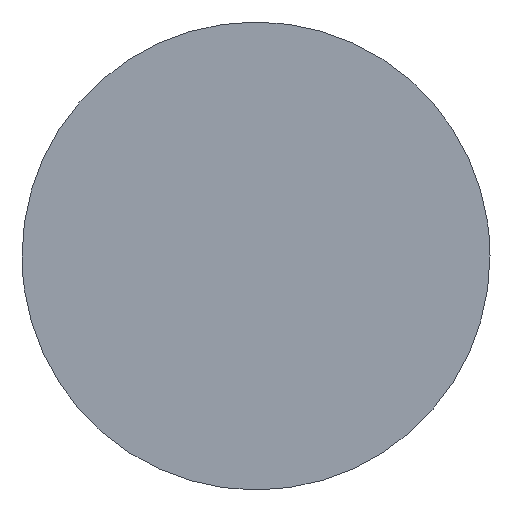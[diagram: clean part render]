
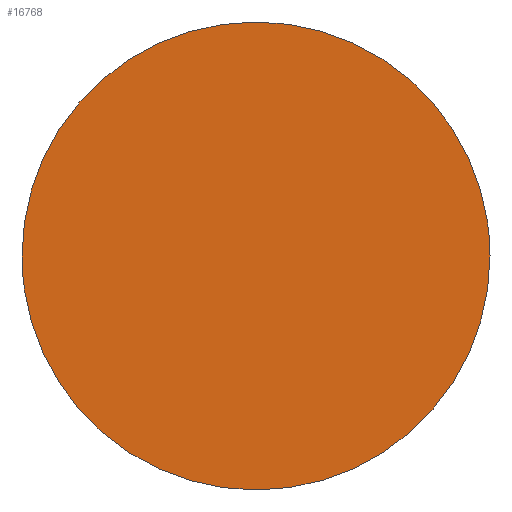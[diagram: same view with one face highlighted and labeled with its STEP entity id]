
A CAD part, left-side view. The second image highlights one B-rep face of the part: STEP entity #16768.
In plain terms, the highlighted planar face has unit normal (-1, 0, 0).
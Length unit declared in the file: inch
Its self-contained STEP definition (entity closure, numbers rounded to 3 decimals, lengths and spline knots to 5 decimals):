
#1111 = CARTESIAN_POINT ( 'NONE',  ( -12.07, -0.80293, 2.64095 ) ) ;
#1760 = CARTESIAN_POINT ( 'NONE',  ( -12.07, -2.55013, 1.0563 ) ) ;
#3681 = CARTESIAN_POINT ( 'NONE',  ( -12.07, 0.27336, -2.74684 ) ) ;
#6282 = CARTESIAN_POINT ( 'NONE',  ( -12.07, 2.55014, -1.05633 ) ) ;
#6922 = CARTESIAN_POINT ( 'NONE',  ( -12.07, -2.75591, 0. ) ) ;
#9225 = CARTESIAN_POINT ( 'NONE',  ( -12.07, 1.29968, 2.43519 ) ) ;
#10536 = CARTESIAN_POINT ( 'NONE',  ( -12.07, -0.27336, 2.74684 ) ) ;
#10626 = ORIENTED_EDGE ( 'NONE', *, *, #32601, .F. ) ;
#13814 = CARTESIAN_POINT ( 'NONE',  ( -12.07, -0.54112, -2.70674 ) ) ;
#15792 = CARTESIAN_POINT ( 'NONE',  ( -12.07, -2.64095, -0.80293 ) ) ;
#16768 = ADVANCED_FACE ( 'NONE', ( #85374 ), #56260, .F. ) ;
#17785 = CARTESIAN_POINT ( 'NONE',  ( -12.07, 1.29968, -2.43519 ) ) ;
#18462 = CARTESIAN_POINT ( 'NONE',  ( -12.07, 1.74901, -2.1356 ) ) ;
#19342 = CARTESIAN_POINT ( 'NONE',  ( -12.07, -1.95193, 1.95193 ) ) ;
#19774 = CARTESIAN_POINT ( 'NONE',  ( -12.07, 2.74684, -0.27315 ) ) ;
#21321 = CARTESIAN_POINT ( 'NONE',  ( -12.07, 1.74901, 2.1356 ) ) ;
#22255 = EDGE_CURVE ( 'NONE', #113748, #111606, #114853, .T. ) ;
#26548 = CARTESIAN_POINT ( 'NONE',  ( -12.07, -1.74901, -2.1356 ) ) ;
#30820 = CARTESIAN_POINT ( 'NONE',  ( -12.07, 0.54112, 2.70674 ) ) ;
#31448 = CARTESIAN_POINT ( 'NONE',  ( -12.07, 0.27336, 2.74684 ) ) ;
#32102 = CARTESIAN_POINT ( 'NONE',  ( -12.07, -2.1356, 1.74901 ) ) ;
#32601 = EDGE_CURVE ( 'NONE', #111606, #113748, #43242, .T. ) ;
#36618 = CARTESIAN_POINT ( 'NONE',  ( -12.07, -2.29659, -1.53132 ) ) ;
#36846 = CARTESIAN_POINT ( 'NONE',  ( -12.07, 2.64095, 0.80287 ) ) ;
#39902 = CARTESIAN_POINT ( 'NONE',  ( -12.07, 2.75591, 0. ) ) ;
#40176 = CARTESIAN_POINT ( 'NONE',  ( -12.07, -2.70674, 0.54112 ) ) ;
#41562 = CARTESIAN_POINT ( 'NONE',  ( -12.07, 1.53132, 2.29659 ) ) ;
#43242 = B_SPLINE_CURVE_WITH_KNOTS ( 'NONE', 3,
 ( #56923, #97608, #76541, #108426, #15792, #98265, #129358, #36618, #109058, #119234, #26548, #83549, #124856, #75229, #65079, #13814, #54932, #96279, #3681, #44818, #112426, #110378, #17785, #98909, #18462, #100906, #120518, #111751, #90682, #6282, #109684, #48110, #19774, #89343, #130667 ),
 .UNSPECIFIED., .F., .F.,
 ( 4, 1, 1, 1, 1, 1, 1, 1, 1, 1, 1, 1, 1, 1, 1, 1, 1, 1, 1, 1, 1, 1, 1, 1, 1, 1, 1, 1, 1, 1, 1, 1, 4 ),
 ( 0.5, 0.51563, 0.53125, 0.54688, 0.5625, 0.57813, 0.59375, 0.60938, 0.625, 0.64063, 0.65625, 0.67188, 0.6875, 0.70313, 0.71875, 0.73438, 0.75, 0.76563, 0.78125, 0.79688, 0.8125, 0.82813, 0.84375, 0.85938, 0.875, 0.89063, 0.90625, 0.92188, 0.9375, 0.95313, 0.96875, 0.98438, 1. ),
 .UNSPECIFIED. ) ;
#44818 = CARTESIAN_POINT ( 'NONE',  ( -12.07, 0.54112, -2.70674 ) ) ;
#48110 = CARTESIAN_POINT ( 'NONE',  ( -12.07, 2.70674, -0.54123 ) ) ;
#52372 = CARTESIAN_POINT ( 'NONE',  ( -12.07, 1.0563, 2.55014 ) ) ;
#54932 = CARTESIAN_POINT ( 'NONE',  ( -12.07, -0.27336, -2.74684 ) ) ;
#56260 = PLANE ( 'NONE',  #60121 ) ;
#56923 = CARTESIAN_POINT ( 'NONE',  ( -12.07, -2.75591, 0. ) ) ;
#60121 = AXIS2_PLACEMENT_3D ( 'NONE', #128052, #126046, #106436 ) ;
#60484 = CARTESIAN_POINT ( 'NONE',  ( -12.07, -2.64095, 0.80293 ) ) ;
#63146 = CARTESIAN_POINT ( 'NONE',  ( -12.07, -0.54112, 2.70674 ) ) ;
#65079 = CARTESIAN_POINT ( 'NONE',  ( -12.07, -0.80293, -2.64095 ) ) ;
#72619 = CARTESIAN_POINT ( 'NONE',  ( -12.07, -1.29968, 2.43519 ) ) ;
#75229 = CARTESIAN_POINT ( 'NONE',  ( -12.07, -1.0563, -2.55013 ) ) ;
#76541 = CARTESIAN_POINT ( 'NONE',  ( -12.07, -2.74684, -0.27336 ) ) ;
#78091 = CARTESIAN_POINT ( 'NONE',  ( -12.07, 2.43519, 1.29966 ) ) ;
#80788 = CARTESIAN_POINT ( 'NONE',  ( -12.07, 2.74684, 0.27315 ) ) ;
#82124 = CARTESIAN_POINT ( 'NONE',  ( -12.07, 0.80293, 2.64095 ) ) ;
#82788 = CARTESIAN_POINT ( 'NONE',  ( -12.07, -1.53132, 2.29659 ) ) ;
#83454 = CARTESIAN_POINT ( 'NONE',  ( -12.07, 1.95193, 1.95193 ) ) ;
#83549 = CARTESIAN_POINT ( 'NONE',  ( -12.07, -1.53132, -2.29659 ) ) ;
#84102 = CARTESIAN_POINT ( 'NONE',  ( -12.07, -2.75591, 0. ) ) ;
#85374 = FACE_OUTER_BOUND ( 'NONE', #110802, .T. ) ;
#88255 = CARTESIAN_POINT ( 'NONE',  ( -12.07, 2.75591, 0.09136 ) ) ;
#89343 = CARTESIAN_POINT ( 'NONE',  ( -12.07, 2.75591, -0.09136 ) ) ;
#90682 = CARTESIAN_POINT ( 'NONE',  ( -12.07, 2.43519, -1.29966 ) ) ;
#90932 = CARTESIAN_POINT ( 'NONE',  ( -12.07, 2.75591, 0. ) ) ;
#92271 = CARTESIAN_POINT ( 'NONE',  ( -12.07, -2.7559, 0.09112 ) ) ;
#92959 = CARTESIAN_POINT ( 'NONE',  ( -12.07, -1.74901, 2.1356 ) ) ;
#93625 = CARTESIAN_POINT ( 'NONE',  ( -12.07, 2.1356, 1.74901 ) ) ;
#96279 = CARTESIAN_POINT ( 'NONE',  ( -12.07, 0., -2.76044 ) ) ;
#97608 = CARTESIAN_POINT ( 'NONE',  ( -12.07, -2.7559, -0.09112 ) ) ;
#98265 = CARTESIAN_POINT ( 'NONE',  ( -12.07, -2.55013, -1.0563 ) ) ;
#98909 = CARTESIAN_POINT ( 'NONE',  ( -12.07, 1.53132, -2.29659 ) ) ;
#100906 = CARTESIAN_POINT ( 'NONE',  ( -12.07, 1.95193, -1.95193 ) ) ;
#104500 = CARTESIAN_POINT ( 'NONE',  ( -12.07, -2.43519, 1.29968 ) ) ;
#106436 = DIRECTION ( 'NONE',  ( 0., 0., -1. ) ) ;
#107541 = ORIENTED_EDGE ( 'NONE', *, *, #22255, .F. ) ;
#108426 = CARTESIAN_POINT ( 'NONE',  ( -12.07, -2.70674, -0.54112 ) ) ;
#109058 = CARTESIAN_POINT ( 'NONE',  ( -12.07, -2.1356, -1.74901 ) ) ;
#109684 = CARTESIAN_POINT ( 'NONE',  ( -12.07, 2.64095, -0.80287 ) ) ;
#110378 = CARTESIAN_POINT ( 'NONE',  ( -12.07, 1.0563, -2.55014 ) ) ;
#110802 = EDGE_LOOP ( 'NONE', ( #107541, #10626 ) ) ;
#111606 = VERTEX_POINT ( 'NONE', #6922 ) ;
#111751 = CARTESIAN_POINT ( 'NONE',  ( -12.07, 2.29659, -1.53133 ) ) ;
#111978 = CARTESIAN_POINT ( 'NONE',  ( -12.07, 0., 2.76044 ) ) ;
#112426 = CARTESIAN_POINT ( 'NONE',  ( -12.07, 0.80293, -2.64095 ) ) ;
#112672 = CARTESIAN_POINT ( 'NONE',  ( -12.07, -2.74684, 0.27336 ) ) ;
#113748 = VERTEX_POINT ( 'NONE', #39902 ) ;
#113959 = CARTESIAN_POINT ( 'NONE',  ( -12.07, -2.29659, 1.53132 ) ) ;
#114853 = B_SPLINE_CURVE_WITH_KNOTS ( 'NONE', 3,
 ( #90932, #88255, #80788, #129581, #36846, #132303, #78091, #119444, #93625, #83454, #21321, #41562, #9225, #52372, #82124, #30820, #31448, #111978, #10536, #63146, #1111, #132956, #72619, #82788, #92959, #19342, #32102, #113959, #104500, #1760, #60484, #40176, #112672, #92271, #84102 ),
 .UNSPECIFIED., .F., .F.,
 ( 4, 1, 1, 1, 1, 1, 1, 1, 1, 1, 1, 1, 1, 1, 1, 1, 1, 1, 1, 1, 1, 1, 1, 1, 1, 1, 1, 1, 1, 1, 1, 1, 4 ),
 ( 0., 0.01563, 0.03125, 0.04688, 0.0625, 0.07813, 0.09375, 0.10938, 0.125, 0.14063, 0.15625, 0.17188, 0.1875, 0.20313, 0.21875, 0.23438, 0.25, 0.26563, 0.28125, 0.29688, 0.3125, 0.32813, 0.34375, 0.35938, 0.375, 0.39063, 0.40625, 0.42188, 0.4375, 0.45313, 0.46875, 0.48438, 0.5 ),
 .UNSPECIFIED. ) ;
#119234 = CARTESIAN_POINT ( 'NONE',  ( -12.07, -1.95193, -1.95193 ) ) ;
#119444 = CARTESIAN_POINT ( 'NONE',  ( -12.07, 2.29659, 1.53133 ) ) ;
#120518 = CARTESIAN_POINT ( 'NONE',  ( -12.07, 2.1356, -1.74901 ) ) ;
#124856 = CARTESIAN_POINT ( 'NONE',  ( -12.07, -1.29968, -2.43519 ) ) ;
#126046 = DIRECTION ( 'NONE',  ( 1., 0., 0. ) ) ;
#128052 = CARTESIAN_POINT ( 'NONE',  ( -12.07, 0., 0. ) ) ;
#129358 = CARTESIAN_POINT ( 'NONE',  ( -12.07, -2.43519, -1.29968 ) ) ;
#129581 = CARTESIAN_POINT ( 'NONE',  ( -12.07, 2.70674, 0.54123 ) ) ;
#130667 = CARTESIAN_POINT ( 'NONE',  ( -12.07, 2.75591, 0. ) ) ;
#132303 = CARTESIAN_POINT ( 'NONE',  ( -12.07, 2.55014, 1.05633 ) ) ;
#132956 = CARTESIAN_POINT ( 'NONE',  ( -12.07, -1.0563, 2.55013 ) ) ;
